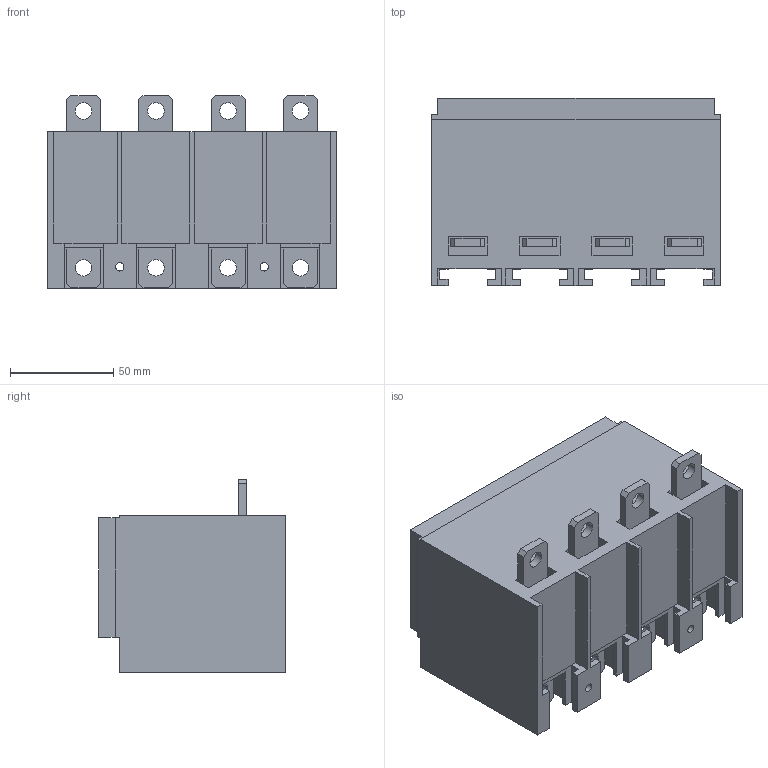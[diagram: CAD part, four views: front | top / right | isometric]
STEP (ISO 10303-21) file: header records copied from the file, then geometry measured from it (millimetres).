
FILE_DESCRIPTION(('CATIA V5 STEP Exchange'),'2;1');
FILE_NAME('1SDH001295R0671_1PA_001_00_XT4_4P_FIXED_DIFFERENZIALE.stp','2014-11-11T15:33:26+00:00',('none'),('none'),'CATIA Version 5 Release 20 SP 1 (IN-10)','CATIA V5 STEP AP214','none');
FILE_SCHEMA(('AUTOMOTIVE_DESIGN { 1 0 10303 214 1 1 1 1 }'));
Length unit declared in the file: millimetre
Products named in the file (1): 1SDH001295R0671_1PA_001_00_XT4_4P_FIXED_DIFFERENZIALE
Bounding box: 140 x 90.5 x 93.5 mm (x, y, z)
Volume: 736925.7 mm3; surface area: 88375.3 mm2
Topology: 1 solids, 1 shells, 256 faces, 688 edges, 456 vertices
Faces by surface type: plane 216, cylinder 40
Entity records: 8702 total; most frequent: ORIENTED_EDGE 1376, CARTESIAN_POINT 1302, DIRECTION 1002, EDGE_CURVE 688, VECTOR 608, LINE 608, VERTEX_POINT 456, EDGE_LOOP 306
